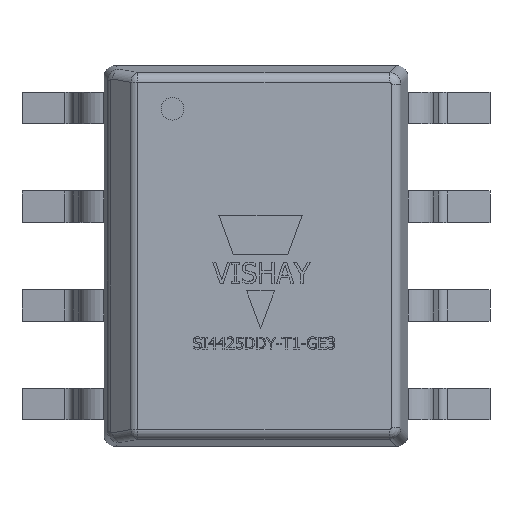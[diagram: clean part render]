
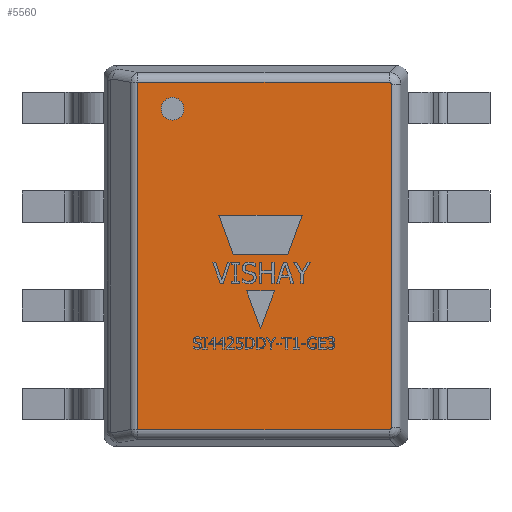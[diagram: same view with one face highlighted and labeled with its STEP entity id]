
A CAD part, top view. The second image highlights one B-rep face of the part: STEP entity #5560.
In plain terms, the highlighted planar face has unit normal (0, 0, 1).
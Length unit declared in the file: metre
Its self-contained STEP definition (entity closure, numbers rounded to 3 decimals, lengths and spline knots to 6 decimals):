
#2566 = EDGE_CURVE( '', #6738, #6739, #6740, .T. );
#3414 = EDGE_CURVE( '', #8030, #8031, #8032, .T. );
#4050 = EDGE_CURVE( '', #8868, #6739, #8869, .T. );
#4292 = EDGE_CURVE( '', #6738, #8369, #9173, .T. );
#5320 = EDGE_CURVE( '', #8868, #8031, #10396, .T. );
#5528 = EDGE_CURVE( '', #8030, #8369, #10628, .T. );
#5560 = ADVANCED_FACE( '', ( #10664 ), #10665, .T. );
#6738 = VERTEX_POINT( '', #12315 );
#6739 = VERTEX_POINT( '', #12316 );
#6740 = LINE( '', #12317, #12318 );
#8030 = VERTEX_POINT( '', #14493 );
#8031 = VERTEX_POINT( '', #14494 );
#8032 = LINE( '', #14495, #14496 );
#8369 = VERTEX_POINT( '', #15030 );
#8868 = VERTEX_POINT( '', #15837 );
#8869 = ELLIPSE( '', #15838, 0.000026, 0.000025 );
#9173 = ELLIPSE( '', #16331, 0.000026, 0.000025 );
#10396 = LINE( '', #18297, #18298 );
#10628 = LINE( '', #18696, #18697 );
#10664 = FACE_OUTER_BOUND( '', #18762, .T. );
#10665 = PLANE( '', #18763 );
#12315 = CARTESIAN_POINT( '', ( 0.00174, -0.00221, 0.001626 ) );
#12316 = CARTESIAN_POINT( '', ( 0.00174, 0.00221, 0.001626 ) );
#12317 = CARTESIAN_POINT( '', ( 0.00174, -0.00221, 0.001626 ) );
#12318 = VECTOR( '', #19913, 1. );
#14493 = CARTESIAN_POINT( '', ( -0.001521, -0.002235, 0.001626 ) );
#14494 = CARTESIAN_POINT( '', ( -0.001521, 0.002235, 0.001626 ) );
#14495 = CARTESIAN_POINT( '', ( -0.001521, -0.002235, 0.001626 ) );
#14496 = VECTOR( '', #21355, 1. );
#15030 = CARTESIAN_POINT( '', ( 0.001714, -0.002235, 0.001626 ) );
#15837 = CARTESIAN_POINT( '', ( 0.001714, 0.002235, 0.001626 ) );
#15838 = AXIS2_PLACEMENT_3D( '', #22542, #22543, #22544 );
#16331 = AXIS2_PLACEMENT_3D( '', #22981, #22982, #22983 );
#18297 = CARTESIAN_POINT( '', ( 0.001714, 0.002235, 0.001626 ) );
#18298 = VECTOR( '', #24897, 1. );
#18696 = CARTESIAN_POINT( '', ( -0.001521, -0.002235, 0.001626 ) );
#18697 = VECTOR( '', #25239, 1. );
#18762 = EDGE_LOOP( '', ( #25282, #25283, #25284, #25285, #25286, #25287 ) );
#18763 = AXIS2_PLACEMENT_3D( '', #25288, #25289, #25290 );
#19913 = DIRECTION( '', ( 0., 1., 0. ) );
#21355 = DIRECTION( '', ( 0., 1., 0. ) );
#22542 = CARTESIAN_POINT( '', ( 0.001714, 0.002209, 0.001626 ) );
#22543 = DIRECTION( '', ( 0., 0., -1. ) );
#22544 = DIRECTION( '', ( -0.707, -0.707, 0. ) );
#22981 = CARTESIAN_POINT( '', ( 0.001714, -0.002209, 0.001626 ) );
#22982 = DIRECTION( '', ( 0., 0., -1. ) );
#22983 = DIRECTION( '', ( -0.707, 0.707, 0. ) );
#24897 = DIRECTION( '', ( -1., 0., 0. ) );
#25239 = DIRECTION( '', ( 1., 0., 0. ) );
#25282 = ORIENTED_EDGE( '', *, *, #4050, .F. );
#25283 = ORIENTED_EDGE( '', *, *, #5320, .T. );
#25284 = ORIENTED_EDGE( '', *, *, #3414, .F. );
#25285 = ORIENTED_EDGE( '', *, *, #5528, .T. );
#25286 = ORIENTED_EDGE( '', *, *, #4292, .F. );
#25287 = ORIENTED_EDGE( '', *, *, #2566, .T. );
#25288 = CARTESIAN_POINT( '', ( 0., 0., 0.001626 ) );
#25289 = DIRECTION( '', ( 0., 0., 1. ) );
#25290 = DIRECTION( '', ( 1., 0., 0. ) );
